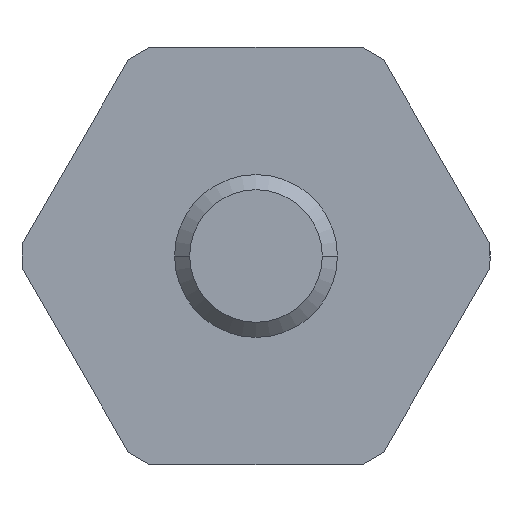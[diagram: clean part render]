
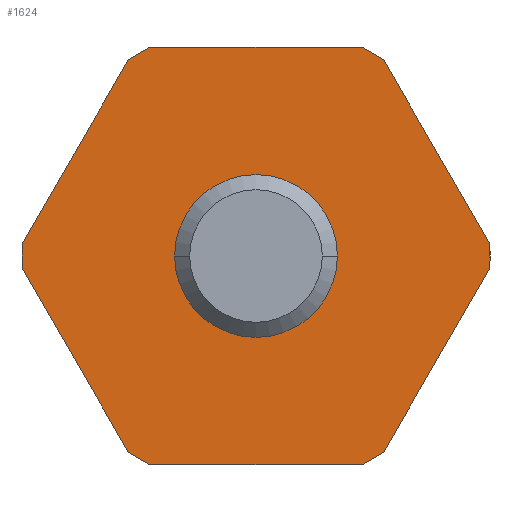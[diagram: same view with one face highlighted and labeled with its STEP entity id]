
A CAD part, front view. The second image highlights one B-rep face of the part: STEP entity #1624.
In plain terms, the highlighted planar face has unit normal (0, -1, 0).
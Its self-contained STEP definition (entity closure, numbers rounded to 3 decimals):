
#1=DIRECTION('',(0.5,0.,-0.866));
#2=VECTOR('',#1,20.857);
#3=CARTESIAN_POINT('',(-22.968,0.,-1.219));
#4=LINE('',#3,#2);
#5=DIRECTION('',(0.5,0.,0.866));
#6=VECTOR('',#5,20.857);
#7=CARTESIAN_POINT('',(-22.968,0.,1.219));
#8=LINE('',#7,#6);
#9=CARTESIAN_POINT('',(0.,0.,0.));
#10=DIRECTION('',(0.,1.,0.));
#11=DIRECTION('',(-0.545,0.,0.838));
#12=AXIS2_PLACEMENT_3D('',#9,#10,#11);
#14=DIRECTION('',(-1.,0.,0.));
#15=VECTOR('',#14,20.857);
#16=CARTESIAN_POINT('',(10.428,0.,20.5));
#17=LINE('',#16,#15);
#18=CARTESIAN_POINT('',(0.,0.,0.));
#19=DIRECTION('',(0.,1.,0.));
#20=DIRECTION('',(0.453,0.,0.891));
#21=AXIS2_PLACEMENT_3D('',#18,#19,#20);
#23=DIRECTION('',(-0.5,0.,0.866));
#24=VECTOR('',#23,20.857);
#25=CARTESIAN_POINT('',(22.968,0.,1.219));
#26=LINE('',#25,#24);
#27=DIRECTION('',(-0.5,0.,-0.866));
#28=VECTOR('',#27,20.857);
#29=CARTESIAN_POINT('',(22.968,0.,-1.219));
#30=LINE('',#29,#28);
#31=CARTESIAN_POINT('',(0.,0.,0.));
#32=DIRECTION('',(0.,1.,0.));
#33=DIRECTION('',(0.545,0.,-0.838));
#34=AXIS2_PLACEMENT_3D('',#31,#32,#33);
#36=DIRECTION('',(1.,0.,0.));
#37=VECTOR('',#36,20.857);
#38=CARTESIAN_POINT('',(-10.428,0.,-20.5));
#39=LINE('',#38,#37);
#40=CARTESIAN_POINT('',(0.,0.,0.));
#41=DIRECTION('',(0.,1.,0.));
#42=DIRECTION('',(-0.453,0.,-0.891));
#43=AXIS2_PLACEMENT_3D('',#40,#41,#42);
#45=CARTESIAN_POINT('',(0.,0.,0.));
#46=DIRECTION('',(0.,-1.,0.));
#47=DIRECTION('',(1.,0.,0.));
#48=AXIS2_PLACEMENT_3D('',#45,#46,#47);
#50=CARTESIAN_POINT('',(0.,0.,0.));
#51=DIRECTION('',(0.,-1.,0.));
#52=DIRECTION('',(-1.,0.,0.));
#53=AXIS2_PLACEMENT_3D('',#50,#51,#52);
#68=CARTESIAN_POINT('',(0.,0.,0.));
#69=DIRECTION('',(0.,-1.,0.));
#70=DIRECTION('',(-0.999,0.,0.053));
#71=AXIS2_PLACEMENT_3D('',#68,#69,#70);
#73=CARTESIAN_POINT('',(0.,0.,0.));
#74=DIRECTION('',(0.,-1.,0.));
#75=DIRECTION('',(0.999,0.,-0.053));
#76=AXIS2_PLACEMENT_3D('',#73,#74,#75);
#1199=CARTESIAN_POINT('',(-22.968,0.,-1.219));
#1200=CARTESIAN_POINT('',(-12.539,0.,-19.281));
#1201=VERTEX_POINT('',#1199);
#1202=VERTEX_POINT('',#1200);
#1203=CARTESIAN_POINT('',(-10.428,0.,-20.5));
#1204=CARTESIAN_POINT('',(10.428,0.,-20.5));
#1205=VERTEX_POINT('',#1203);
#1206=VERTEX_POINT('',#1204);
#1207=CARTESIAN_POINT('',(22.968,0.,-1.219));
#1208=CARTESIAN_POINT('',(12.539,0.,-19.281));
#1209=VERTEX_POINT('',#1207);
#1210=VERTEX_POINT('',#1208);
#1211=CARTESIAN_POINT('',(22.968,0.,1.219));
#1212=CARTESIAN_POINT('',(12.539,0.,19.281));
#1213=VERTEX_POINT('',#1211);
#1214=VERTEX_POINT('',#1212);
#1215=CARTESIAN_POINT('',(10.428,0.,20.5));
#1216=CARTESIAN_POINT('',(-10.428,0.,20.5));
#1217=VERTEX_POINT('',#1215);
#1218=VERTEX_POINT('',#1216);
#1219=CARTESIAN_POINT('',(-22.968,0.,1.219));
#1220=CARTESIAN_POINT('',(-12.539,0.,19.281));
#1221=VERTEX_POINT('',#1219);
#1222=VERTEX_POINT('',#1220);
#1343=CARTESIAN_POINT('',(6.85,0.,0.));
#1344=CARTESIAN_POINT('',(-6.85,0.,0.));
#1345=VERTEX_POINT('',#1343);
#1346=VERTEX_POINT('',#1344);
#1587=CARTESIAN_POINT('',(0.,0.,0.));
#1588=DIRECTION('',(0.,1.,0.));
#1589=DIRECTION('',(1.,0.,0.));
#1590=AXIS2_PLACEMENT_3D('',#1587,#1588,#1589);
#1591=PLANE('',#1590);
#1593=ORIENTED_EDGE('',*,*,#1592,.F.);
#1595=ORIENTED_EDGE('',*,*,#1594,.F.);
#1597=ORIENTED_EDGE('',*,*,#1596,.T.);
#1599=ORIENTED_EDGE('',*,*,#1598,.T.);
#1601=ORIENTED_EDGE('',*,*,#1600,.F.);
#1603=ORIENTED_EDGE('',*,*,#1602,.T.);
#1605=ORIENTED_EDGE('',*,*,#1604,.F.);
#1607=ORIENTED_EDGE('',*,*,#1606,.F.);
#1609=ORIENTED_EDGE('',*,*,#1608,.T.);
#1611=ORIENTED_EDGE('',*,*,#1610,.T.);
#1613=ORIENTED_EDGE('',*,*,#1612,.F.);
#1615=ORIENTED_EDGE('',*,*,#1614,.T.);
#1616=EDGE_LOOP('',(#1593,#1595,#1597,#1599,#1601,#1603,#1605,#1607,#1609,#1611,
#1613,#1615));
#1617=FACE_OUTER_BOUND('',#1616,.F.);
#1619=ORIENTED_EDGE('',*,*,#1618,.T.);
#1621=ORIENTED_EDGE('',*,*,#1620,.T.);
#1622=EDGE_LOOP('',(#1619,#1621));
#1623=FACE_BOUND('',#1622,.F.);
#1624=ADVANCED_FACE('',(#1617,#1623),#1591,.F.);
#13=CIRCLE('',#12,23.);
#22=CIRCLE('',#21,23.);
#35=CIRCLE('',#34,23.);
#44=CIRCLE('',#43,23.);
#49=CIRCLE('',#48,6.85);
#54=CIRCLE('',#53,6.85);
#72=CIRCLE('',#71,23.);
#77=CIRCLE('',#76,23.);
#1592=EDGE_CURVE('',#1201,#1202,#4,.T.);
#1594=EDGE_CURVE('',#1221,#1201,#72,.T.);
#1596=EDGE_CURVE('',#1221,#1222,#8,.T.);
#1598=EDGE_CURVE('',#1222,#1218,#13,.T.);
#1600=EDGE_CURVE('',#1217,#1218,#17,.T.);
#1602=EDGE_CURVE('',#1217,#1214,#22,.T.);
#1604=EDGE_CURVE('',#1213,#1214,#26,.T.);
#1606=EDGE_CURVE('',#1209,#1213,#77,.T.);
#1608=EDGE_CURVE('',#1209,#1210,#30,.T.);
#1610=EDGE_CURVE('',#1210,#1206,#35,.T.);
#1612=EDGE_CURVE('',#1205,#1206,#39,.T.);
#1614=EDGE_CURVE('',#1205,#1202,#44,.T.);
#1618=EDGE_CURVE('',#1345,#1346,#49,.T.);
#1620=EDGE_CURVE('',#1346,#1345,#54,.T.);
